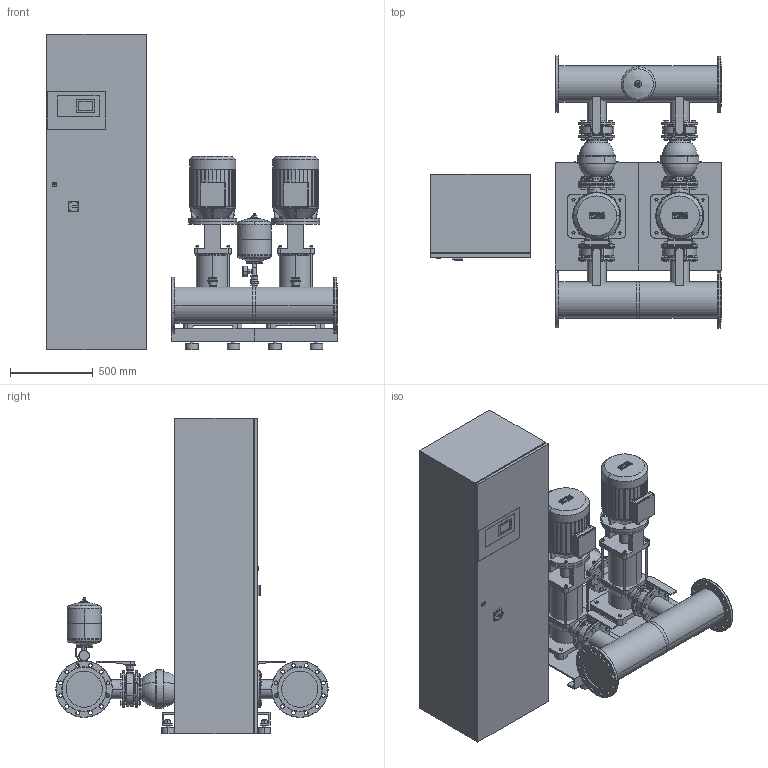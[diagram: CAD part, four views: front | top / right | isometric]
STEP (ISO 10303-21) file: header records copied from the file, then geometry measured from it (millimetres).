
FILE_DESCRIPTION((''),'2;1');
FILE_NAME('3d_COR-2MVI7002_2-2523247.stp','2011-08-26T14:40:51',(''),(''),'Mechanical Desktop 2009','Mechanical Desktop 2009',', , ');
FILE_SCHEMA(('CONFIG_CONTROL_DESIGN'));
Length unit declared in the file: millimetre
Products named in the file (1): Product
Bounding box: 1750 x 1639.55 x 1900 mm (x, y, z)
Volume: 807124234 mm3; surface area: 16486093.9 mm2
Topology: 132 solids, 132 shells, 3701 faces, 8849 edges, 5738 vertices
Faces by surface type: plane 1833, cylinder 1024, bspline 522, cone 220, torus 76, sphere 26
Full cylindrical faces by diameter (mm): 114.3 x4, 205 x4
Entity records: 115975 total; most frequent: CARTESIAN_POINT 28451, DIRECTION 18343, ORIENTED_EDGE 17650, EDGE_CURVE 8825, AXIS2_PLACEMENT_3D 6444, VERTEX_POINT 5732, VECTOR 5455, LINE 5455
